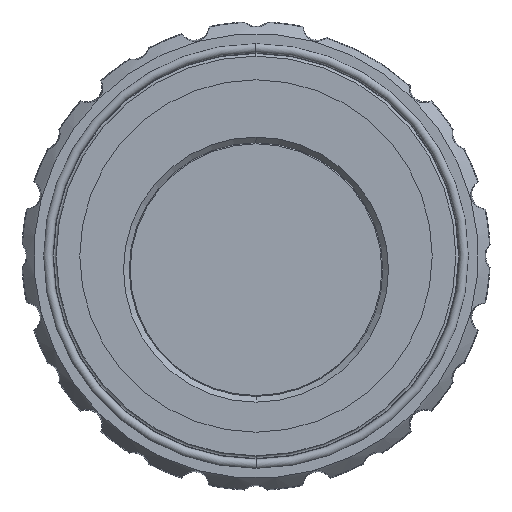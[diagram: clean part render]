
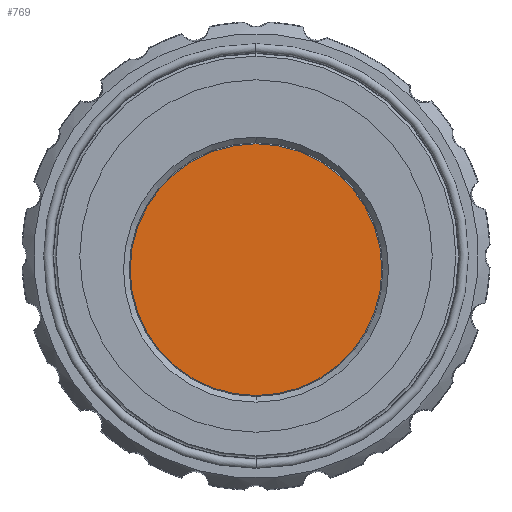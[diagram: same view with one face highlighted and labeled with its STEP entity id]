
A CAD part, left-side view. The second image highlights one B-rep face of the part: STEP entity #769.
In plain terms, the highlighted planar face has unit normal (-1, 0, 0).
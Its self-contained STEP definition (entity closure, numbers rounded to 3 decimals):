
#769=ADVANCED_FACE('',(#1834),#1835,.T.);
#1834=FACE_OUTER_BOUND('',#3207,.T.);
#1835=PLANE('',#3208);
#3207=EDGE_LOOP('',(#5408,#5409));
#3208=AXIS2_PLACEMENT_3D('',#5410,#5411,#5412);
#5408=ORIENTED_EDGE('',*,*,#9005,.T.);
#5409=ORIENTED_EDGE('',*,*,#9007,.T.);
#5410=CARTESIAN_POINT('',(-14.5,0.0,-56.075));
#5411=DIRECTION('',(-1.0,0.0,0.));
#5412=DIRECTION('',(0.,0.0,-1.0));
#9005=EDGE_CURVE('',#11057,#11060,#11062,.T.);
#9007=EDGE_CURVE('',#11060,#11057,#11064,.T.);
#11057=VERTEX_POINT('',#16985);
#11060=VERTEX_POINT('',#16989);
#11062=CIRCLE('',#16992,92.15);
#11064=CIRCLE('',#16994,92.15);
#16985=CARTESIAN_POINT('',(-14.5,0.0,-102.15));
#16989=CARTESIAN_POINT('',(-14.5,0.,82.15));
#16992=AXIS2_PLACEMENT_3D('',#20599,#20600,#20601);
#16994=AXIS2_PLACEMENT_3D('',#20602,#20603,#20604);
#20599=CARTESIAN_POINT('',(-14.5,0.0,-10.0));
#20600=DIRECTION('',(-1.0,0.0,0.0));
#20601=DIRECTION('',(0.0,0.0,-1.0));
#20602=CARTESIAN_POINT('',(-14.5,0.0,-10.0));
#20603=DIRECTION('',(-1.0,0.0,0.0));
#20604=DIRECTION('',(0.0,0.0,-1.0));
